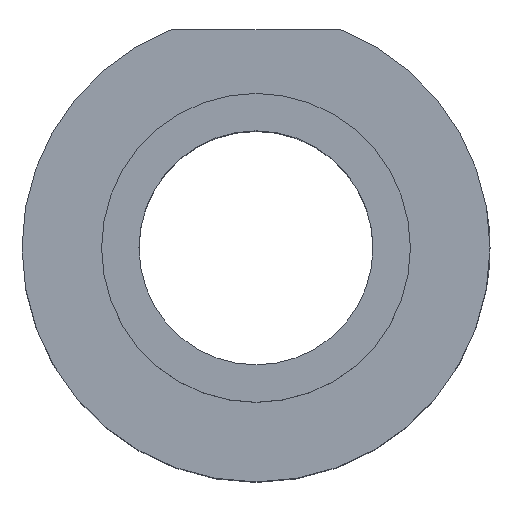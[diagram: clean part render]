
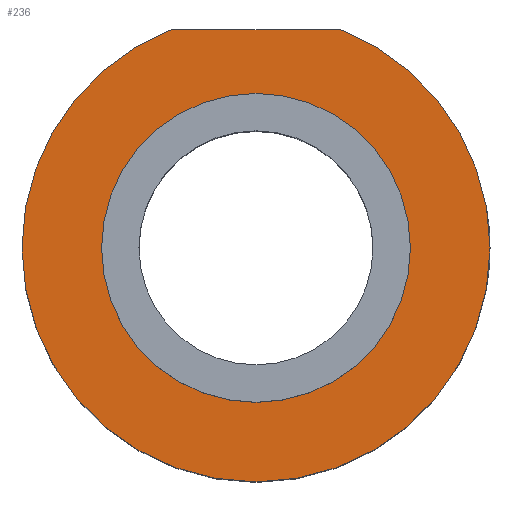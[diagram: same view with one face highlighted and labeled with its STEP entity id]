
A CAD part, top view. The second image highlights one B-rep face of the part: STEP entity #236.
In plain terms, the highlighted planar face has unit normal (0, 0, 1).
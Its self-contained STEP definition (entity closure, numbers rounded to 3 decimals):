
#30 = DIRECTION ( 'NONE',  ( 0., 0., 1. ) ) ;
#64 = CIRCLE ( 'NONE', #114, 15. ) ;
#100 = DIRECTION ( 'NONE',  ( 0., 0., 1. ) ) ;
#107 = CARTESIAN_POINT ( 'NONE',  ( 0., 0., 20. ) ) ;
#114 = AXIS2_PLACEMENT_3D ( 'NONE', #107, #178, #390 ) ;
#117 = DIRECTION ( 'NONE',  ( 1., 0., 0. ) ) ;
#125 = CARTESIAN_POINT ( 'NONE',  ( -5.385, 14., 20. ) ) ;
#132 = VERTEX_POINT ( 'NONE', #752 ) ;
#142 = FACE_OUTER_BOUND ( 'NONE', #753, .T. ) ;
#149 = FACE_BOUND ( 'NONE', #656, .T. ) ;
#161 = VECTOR ( 'NONE', #584, 1000. ) ;
#163 = CARTESIAN_POINT ( 'NONE',  ( 0., 0., 20. ) ) ;
#171 = VERTEX_POINT ( 'NONE', #996 ) ;
#178 = DIRECTION ( 'NONE',  ( 0., 0., 1. ) ) ;
#187 = DIRECTION ( 'NONE',  ( 1., 0., 0. ) ) ;
#190 = CIRCLE ( 'NONE', #674, 9.9 ) ;
#193 = CARTESIAN_POINT ( 'NONE',  ( -18.911, 14., 20. ) ) ;
#211 = ORIENTED_EDGE ( 'NONE', *, *, #228, .T. ) ;
#228 = EDGE_CURVE ( 'NONE', #540, #677, #64, .T. ) ;
#236 = ADVANCED_FACE ( 'NONE', ( #142, #149 ), #852, .T. ) ;
#301 = AXIS2_PLACEMENT_3D ( 'NONE', #728, #724, #187 ) ;
#320 = EDGE_CURVE ( 'NONE', #132, #433, #626, .T. ) ;
#340 = CARTESIAN_POINT ( 'NONE',  ( 0., 0., 20. ) ) ;
#352 = EDGE_CURVE ( 'NONE', #171, #961, #190, .T. ) ;
#354 = CARTESIAN_POINT ( 'NONE',  ( 5.385, 14., 20. ) ) ;
#364 = ORIENTED_EDGE ( 'NONE', *, *, #642, .F. ) ;
#365 = AXIS2_PLACEMENT_3D ( 'NONE', #831, #993, #537 ) ;
#370 = ORIENTED_EDGE ( 'NONE', *, *, #320, .T. ) ;
#385 = ORIENTED_EDGE ( 'NONE', *, *, #352, .F. ) ;
#390 = DIRECTION ( 'NONE',  ( 1., 0., 0. ) ) ;
#396 = ORIENTED_EDGE ( 'NONE', *, *, #697, .T. ) ;
#433 = VERTEX_POINT ( 'NONE', #354 ) ;
#438 = CARTESIAN_POINT ( 'NONE',  ( 9.9, 0., 20. ) ) ;
#482 = AXIS2_PLACEMENT_3D ( 'NONE', #163, #483, #631 ) ;
#483 = DIRECTION ( 'NONE',  ( 0., 0., 1. ) ) ;
#537 = DIRECTION ( 'NONE',  ( 1., 0., 0. ) ) ;
#540 = VERTEX_POINT ( 'NONE', #125 ) ;
#584 = DIRECTION ( 'NONE',  ( 1., 0., 0. ) ) ;
#620 = CARTESIAN_POINT ( 'NONE',  ( -15., 0., 20. ) ) ;
#626 = CIRCLE ( 'NONE', #301, 15. ) ;
#631 = DIRECTION ( 'NONE',  ( 1., 0., 0. ) ) ;
#642 = EDGE_CURVE ( 'NONE', #961, #171, #693, .T. ) ;
#656 = EDGE_LOOP ( 'NONE', ( #385, #364 ) ) ;
#674 = AXIS2_PLACEMENT_3D ( 'NONE', #875, #30, #117 ) ;
#677 = VERTEX_POINT ( 'NONE', #620 ) ;
#693 = CIRCLE ( 'NONE', #365, 9.9 ) ;
#697 = EDGE_CURVE ( 'NONE', #677, #132, #1009, .T. ) ;
#723 = ORIENTED_EDGE ( 'NONE', *, *, #759, .F. ) ;
#724 = DIRECTION ( 'NONE',  ( 0., 0., 1. ) ) ;
#728 = CARTESIAN_POINT ( 'NONE',  ( 0., 0., 20. ) ) ;
#752 = CARTESIAN_POINT ( 'NONE',  ( 15., 0., 20. ) ) ;
#753 = EDGE_LOOP ( 'NONE', ( #723, #211, #396, #370 ) ) ;
#757 = AXIS2_PLACEMENT_3D ( 'NONE', #340, #100, #867 ) ;
#759 = EDGE_CURVE ( 'NONE', #540, #433, #979, .T. ) ;
#831 = CARTESIAN_POINT ( 'NONE',  ( 0., 0., 20. ) ) ;
#852 = PLANE ( 'NONE',  #482 ) ;
#867 = DIRECTION ( 'NONE',  ( 1., 0., 0. ) ) ;
#875 = CARTESIAN_POINT ( 'NONE',  ( 0., 0., 20. ) ) ;
#961 = VERTEX_POINT ( 'NONE', #438 ) ;
#979 = LINE ( 'NONE', #193, #161 ) ;
#993 = DIRECTION ( 'NONE',  ( 0., 0., 1. ) ) ;
#996 = CARTESIAN_POINT ( 'NONE',  ( -9.9, 0., 20. ) ) ;
#1009 = CIRCLE ( 'NONE', #757, 15. ) ;
